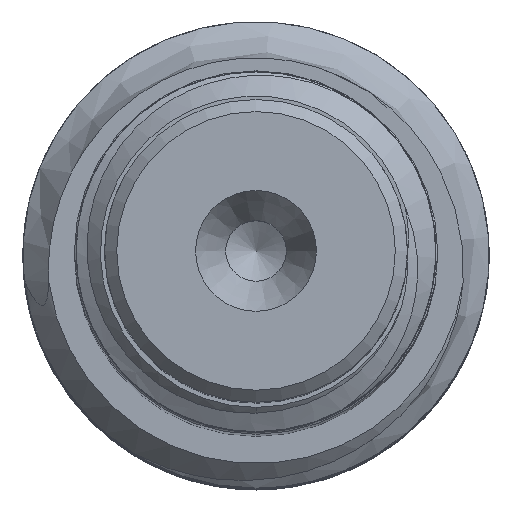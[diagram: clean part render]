
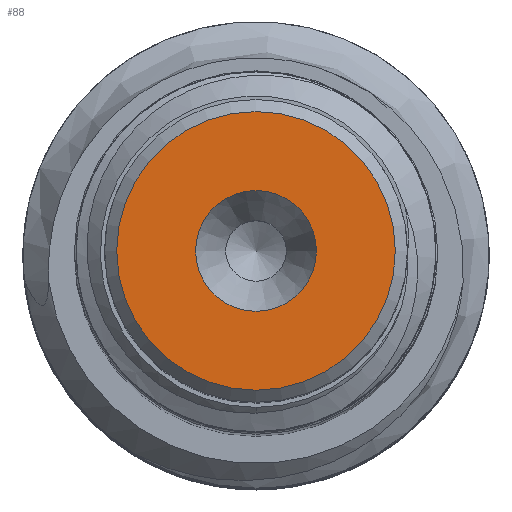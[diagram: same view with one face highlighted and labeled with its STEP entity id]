
A CAD part, top view. The second image highlights one B-rep face of the part: STEP entity #88.
In plain terms, the highlighted planar face has unit normal (0, 0, 1).
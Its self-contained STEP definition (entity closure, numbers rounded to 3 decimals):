
#32=CARTESIAN_POINT('',(0.,2.3,-0.));
#33=VERTEX_POINT('',#32);
#59=CARTESIAN_POINT('',(0.,0.,-0.));
#60=DIRECTION('',(0.,-0.,-1.));
#61=DIRECTION('',(0.,-1.,0.));
#62=AXIS2_PLACEMENT_3D('',#59,#60,#61);
#63=CIRCLE('',#62,2.3);
#64=EDGE_CURVE('',#33,#33,#63,.T.);
#69=CARTESIAN_POINT('',(0.,1.25,-0.));
#70=DIRECTION('',(0.,0.,1.));
#71=DIRECTION('',(0.,1.,-0.));
#72=AXIS2_PLACEMENT_3D('',#69,#70,#71);
#73=PLANE('',#72);
#74=CARTESIAN_POINT('',(-0.998,0.,-0.));
#75=VERTEX_POINT('',#74);
#76=CARTESIAN_POINT('',(0.,0.,0.));
#77=DIRECTION('',(0.,-0.,-1.));
#78=DIRECTION('',(1.,0.,0.));
#79=AXIS2_PLACEMENT_3D('',#76,#77,#78);
#80=CIRCLE('',#79,0.998);
#81=EDGE_CURVE('',#75,#75,#80,.T.);
#82=ORIENTED_EDGE('',*,*,#81,.T.);
#83=EDGE_LOOP('',(#82));
#84=FACE_BOUND('',#83,.T.);
#85=ORIENTED_EDGE('',*,*,#64,.F.);
#86=EDGE_LOOP('',(#85));
#87=FACE_BOUND('',#86,.T.);
#88=ADVANCED_FACE('',(#84,#87),#73,.T.);
